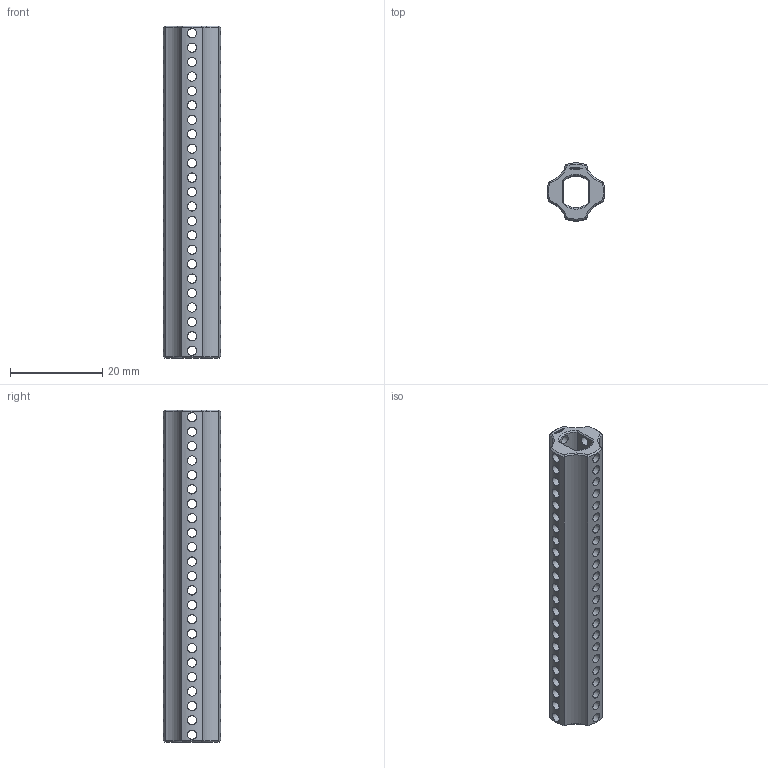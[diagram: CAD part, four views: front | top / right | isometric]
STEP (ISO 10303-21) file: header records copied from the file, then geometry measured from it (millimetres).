
FILE_DESCRIPTION(('FreeCAD Model'),'2;1');
FILE_NAME('Open CASCADE Shape Model','2024-06-16T00:06:37',(''),(''), 'Open CASCADE STEP processor 7.6','FreeCAD','Unknown');
FILE_SCHEMA(('AUTOMOTIVE_DESIGN { 1 0 10303 214 1 1 1 1 }'));
Length unit declared in the file: millimetre
Products named in the file (1): Power-Transmission Hub PLN IDX FXD BU05.75 - SPN-PTH-0023 
(stemfie.org)
Bounding box: 12.5 x 12.5 x 71.88 mm (x, y, z)
Volume: 4287.3 mm3; surface area: 5754.5 mm2
Topology: 1 solids, 1 shells, 603 faces, 1732 edges, 1162 vertices
Faces by surface type: plane 317, extrusion 164, cylinder 102, cone 20
Full cylindrical faces by diameter (mm): 2 x92
Entity records: 26586 total; most frequent: CARTESIAN_POINT 11262, ORIENTED_EDGE 3464, DIRECTION 2374, EDGE_CURVE 1732, VECTOR 1274, VERTEX_POINT 1162, LINE 1110, FACE_BOUND 820
